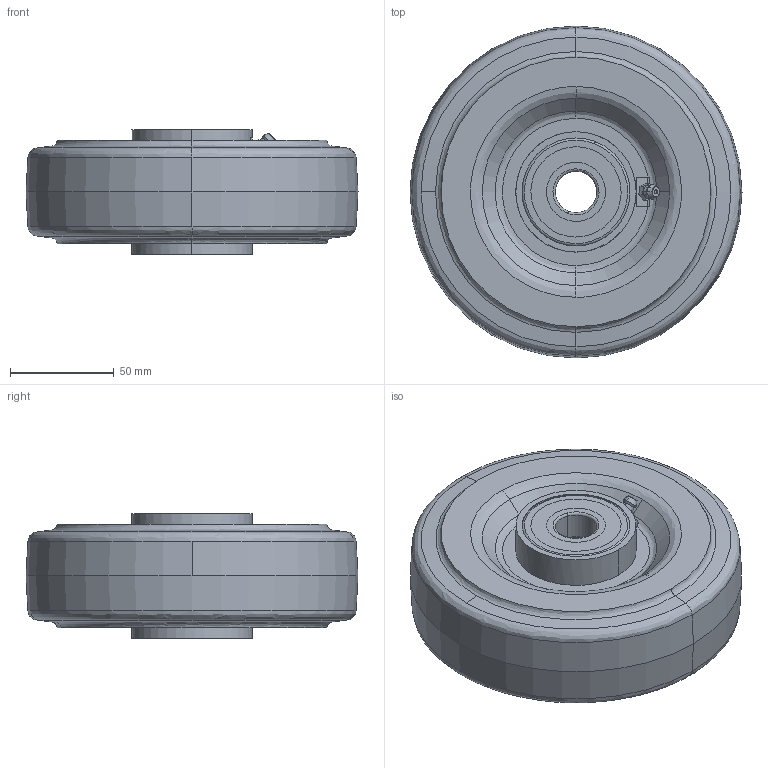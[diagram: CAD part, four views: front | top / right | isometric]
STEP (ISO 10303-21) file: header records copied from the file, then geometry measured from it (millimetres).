
FILE_DESCRIPTION (( 'STEP AP214' ), '1' );
FILE_NAME ('0048002BL_EGS-160-50-60-K20_(A-03).step', '2019-06-19T10:23:34', ( 'Windows-Benutzer' ), ( '' ), 'SwSTEP 2.0', 'SolidWorks 2018', '' );
FILE_SCHEMA (( 'AUTOMOTIVE_DESIGN' ));
Length unit declared in the file: millimetre
Products named in the file (1): 0048002BL_EGS-160-50-60-K20_(A-03)
Bounding box: 160 x 160 x 60 mm (x, y, z)
Volume: 1162832.1 mm3; surface area: 151187.4 mm2
Topology: 12 solids, 12 shells, 309 faces, 723 edges, 433 vertices
Faces by surface type: plane 94, cylinder 90, cone 53, bspline 36, torus 36
Entity records: 15513 total; most frequent: CARTESIAN_POINT 5073, DIRECTION 1462, ORIENTED_EDGE 1418, EDGE_CURVE 709, AXIS2_PLACEMENT_3D 607, VERTEX_POINT 431, EDGE_LOOP 354, CIRCLE 333
